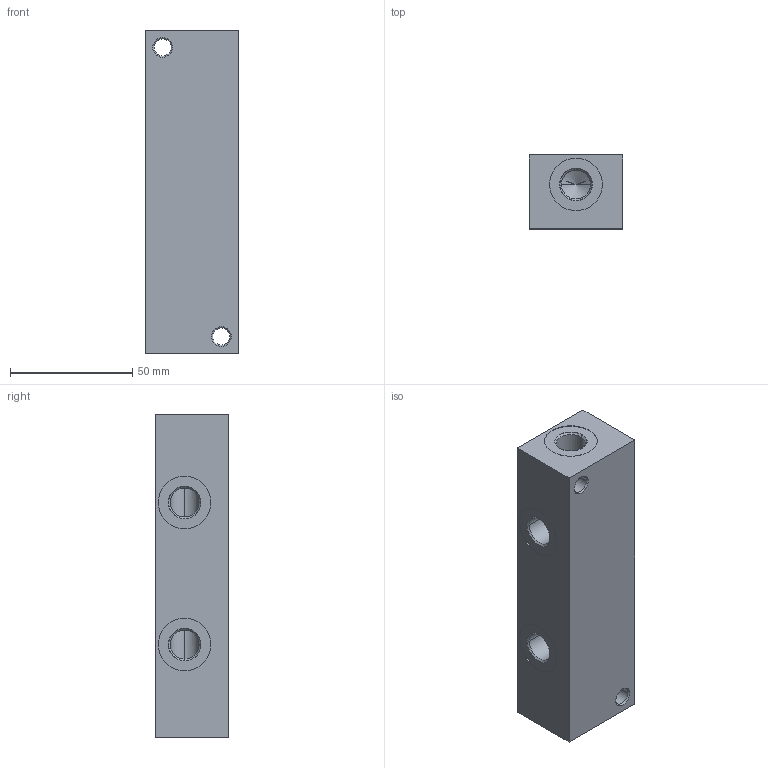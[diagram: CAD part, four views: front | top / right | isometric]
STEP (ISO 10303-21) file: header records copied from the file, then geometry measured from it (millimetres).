
FILE_DESCRIPTION((''),'2;1');
FILE_NAME('ILCM43000036','2009-07-27T',('mes'),(''),'PRO/ENGINEER BY PARAMETRIC TECHNOLOGY CORPORATION, 2007460','PRO/ENGINEER BY PARAMETRIC TECHNOLOGY CORPORATION, 2007460','');
FILE_SCHEMA(('AUTOMOTIVE_DESIGN_CC2 { 1 2 10303 214 -1 1 5 2 }'));
Length unit declared in the file: millimetre
Products named in the file (1): ILCM43000036
Bounding box: 38 x 30 x 132 mm (x, y, z)
Volume: 124416.5 mm3; surface area: 31659.5 mm2
Topology: 1 solids, 9 shells, 114 faces, 302 edges, 198 vertices
Faces by surface type: cylinder 60, cone 32, plane 22
Entity records: 4906 total; most frequent: CARTESIAN_POINT 975, DIRECTION 608, ORIENTED_EDGE 564, PRESENTATION_STYLE_ASSIGNMENT 307, STYLED_ITEM 307, CURVE_STYLE 298, EDGE_CURVE 298, AXIS2_PLACEMENT_3D 255
